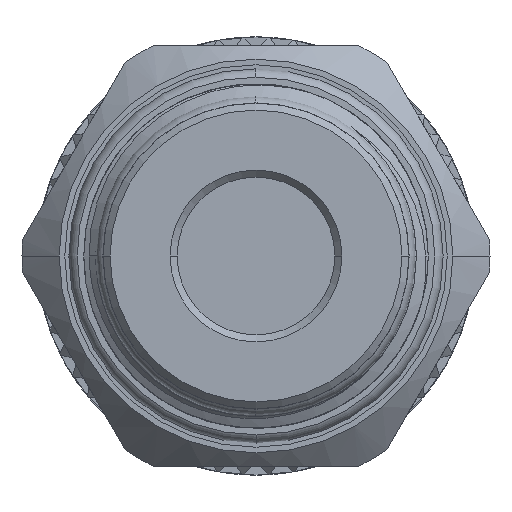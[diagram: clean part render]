
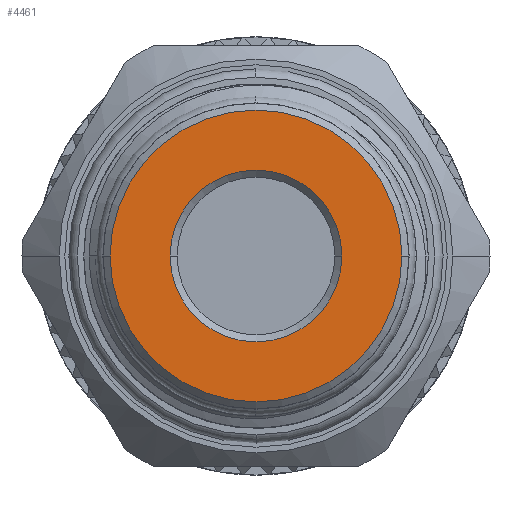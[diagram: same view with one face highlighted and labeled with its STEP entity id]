
A CAD part, left-side view. The second image highlights one B-rep face of the part: STEP entity #4461.
In plain terms, the highlighted planar face has unit normal (-1, 0, 0).
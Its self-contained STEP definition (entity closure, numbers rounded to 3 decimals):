
#509 = CIRCLE ( 'NONE', #23141, 4.9 ) ;
#2099 = EDGE_CURVE ( 'NONE', #17744, #16842, #7359, .T. ) ;
#2573 = DIRECTION ( 'NONE',  ( 0., -1., 0. ) ) ;
#3304 = AXIS2_PLACEMENT_3D ( 'NONE', #8475, #20066, #5867 ) ;
#3542 = AXIS2_PLACEMENT_3D ( 'NONE', #35218, #23584, #34849 ) ;
#4461 = ADVANCED_FACE ( 'NONE', ( #20160, #23287 ), #29559, .F. ) ;
#4604 = CARTESIAN_POINT ( 'NONE',  ( -38.854, 8.325, 0. ) ) ;
#5412 = EDGE_CURVE ( 'NONE', #16842, #17744, #509, .T. ) ;
#5714 = ORIENTED_EDGE ( 'NONE', *, *, #5412, .T. ) ;
#5867 = DIRECTION ( 'NONE',  ( 0., 1., 0. ) ) ;
#7142 = ORIENTED_EDGE ( 'NONE', *, *, #19364, .T. ) ;
#7359 = CIRCLE ( 'NONE', #32042, 4.9 ) ;
#7693 = CARTESIAN_POINT ( 'NONE',  ( -38.854, -8.325, 0. ) ) ;
#8475 = CARTESIAN_POINT ( 'NONE',  ( -38.854, 0., 0. ) ) ;
#9682 = DIRECTION ( 'NONE',  ( 0., -1., 0. ) ) ;
#10168 = VERTEX_POINT ( 'NONE', #7693 ) ;
#13633 = CARTESIAN_POINT ( 'NONE',  ( -38.854, 4.9, 0. ) ) ;
#15251 = CIRCLE ( 'NONE', #3304, 8.325 ) ;
#16842 = VERTEX_POINT ( 'NONE', #13633 ) ;
#17744 = VERTEX_POINT ( 'NONE', #17915 ) ;
#17768 = CIRCLE ( 'NONE', #20547, 8.325 ) ;
#17915 = CARTESIAN_POINT ( 'NONE',  ( -38.854, -4.9, 0. ) ) ;
#19364 = EDGE_CURVE ( 'NONE', #21513, #10168, #15251, .T. ) ;
#19512 = CARTESIAN_POINT ( 'NONE',  ( -38.854, 0., 0. ) ) ;
#19635 = DIRECTION ( 'NONE',  ( 1., 0., 0. ) ) ;
#20066 = DIRECTION ( 'NONE',  ( -1., 0., 0. ) ) ;
#20160 = FACE_BOUND ( 'NONE', #26019, .T. ) ;
#20226 = EDGE_LOOP ( 'NONE', ( #23573, #7142 ) ) ;
#20547 = AXIS2_PLACEMENT_3D ( 'NONE', #35540, #33162, #35414 ) ;
#20752 = ORIENTED_EDGE ( 'NONE', *, *, #2099, .T. ) ;
#21281 = CARTESIAN_POINT ( 'NONE',  ( -38.854, 0., 0. ) ) ;
#21513 = VERTEX_POINT ( 'NONE', #4604 ) ;
#21574 = EDGE_CURVE ( 'NONE', #10168, #21513, #17768, .T. ) ;
#23141 = AXIS2_PLACEMENT_3D ( 'NONE', #19512, #19635, #2573 ) ;
#23287 = FACE_OUTER_BOUND ( 'NONE', #20226, .T. ) ;
#23573 = ORIENTED_EDGE ( 'NONE', *, *, #21574, .T. ) ;
#23584 = DIRECTION ( 'NONE',  ( 1., 0., 0. ) ) ;
#26019 = EDGE_LOOP ( 'NONE', ( #5714, #20752 ) ) ;
#26782 = DIRECTION ( 'NONE',  ( 1., 0., 0. ) ) ;
#29559 = PLANE ( 'NONE',  #3542 ) ;
#32042 = AXIS2_PLACEMENT_3D ( 'NONE', #21281, #26782, #9682 ) ;
#33162 = DIRECTION ( 'NONE',  ( -1., 0., 0. ) ) ;
#34849 = DIRECTION ( 'NONE',  ( 0., -1., 0. ) ) ;
#35218 = CARTESIAN_POINT ( 'NONE',  ( -38.854, 0., 0. ) ) ;
#35414 = DIRECTION ( 'NONE',  ( 0., 1., 0. ) ) ;
#35540 = CARTESIAN_POINT ( 'NONE',  ( -38.854, 0., 0. ) ) ;
